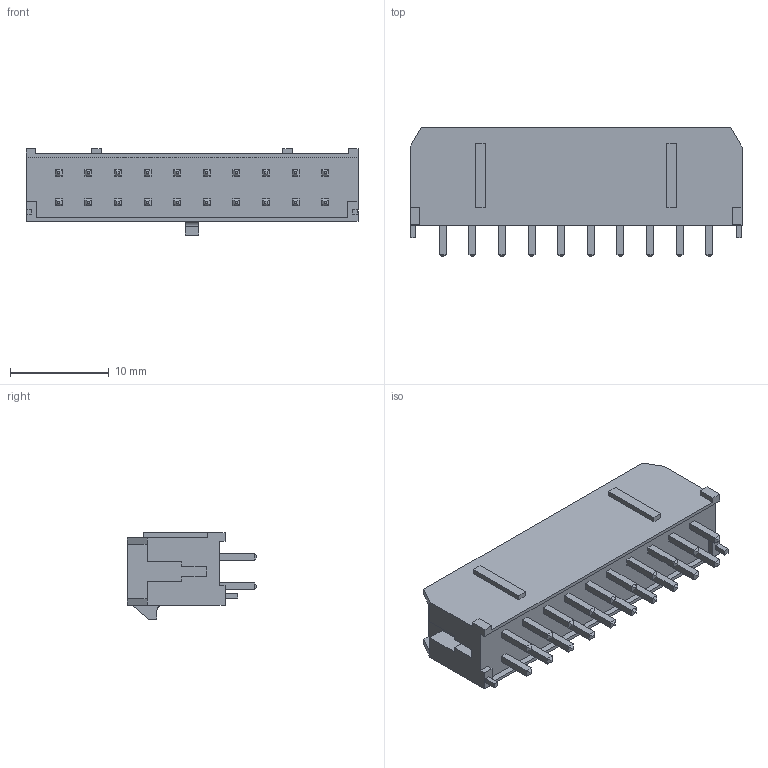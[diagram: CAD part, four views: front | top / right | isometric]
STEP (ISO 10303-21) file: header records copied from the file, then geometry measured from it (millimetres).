
FILE_DESCRIPTION (( 'STEP AP203' ), '1' );
FILE_NAME ('Molex Micro-Fit MF3-2x10SA.STEP', '2014-04-28T09:45:53', ( '' ), ( '' ), 'SwSTEP 2.0', 'SolidWorks 2012', '' );
FILE_SCHEMA (( 'CONFIG_CONTROL_DESIGN' ));
Length unit declared in the file: millimetre
Products named in the file (1): Molex Micro-Fit MF3-2x10SA
Bounding box: 33.65 x 13.1 x 8.76 mm (x, y, z)
Volume: 1381 mm3; surface area: 3069.9 mm2
Topology: 1 solids, 1 shells, 534 faces, 1237 edges, 770 vertices
Faces by surface type: plane 533, cylinder 1
Entity records: 14688 total; most frequent: CARTESIAN_POINT 2542, ORIENTED_EDGE 2474, DIRECTION 2309, EDGE_CURVE 1237, LINE 1235, VECTOR 1235, VERTEX_POINT 770, EDGE_LOOP 599
